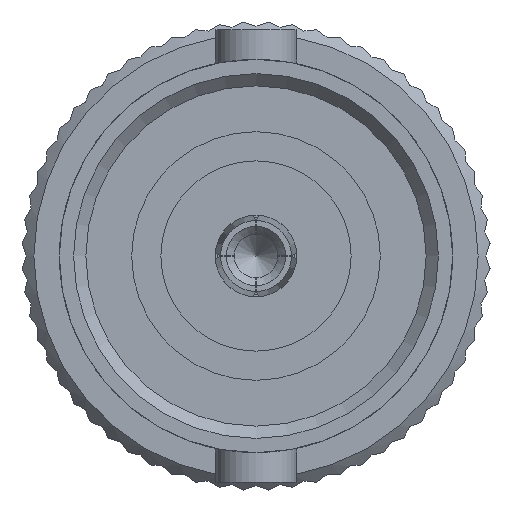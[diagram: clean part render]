
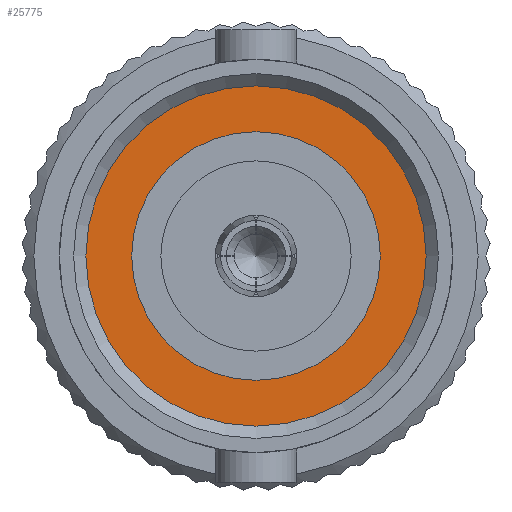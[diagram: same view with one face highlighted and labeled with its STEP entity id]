
A CAD part, left-side view. The second image highlights one B-rep face of the part: STEP entity #25775.
In plain terms, the highlighted planar face has unit normal (-1, 0, 0).
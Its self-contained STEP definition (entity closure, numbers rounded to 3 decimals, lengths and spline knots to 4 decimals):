
#3419=PLANE('',#27123);
#4002=ORIENTED_EDGE('',*,*,#9350,.T.);
#4003=ORIENTED_EDGE('',*,*,#9351,.F.);
#9350=EDGE_CURVE('',#12053,#12053,#13544,.T.);
#9351=EDGE_CURVE('',#12054,#12054,#13545,.T.);
#12053=VERTEX_POINT('',#30868);
#12054=VERTEX_POINT('',#30871);
#13544=CIRCLE('',#27122,4.175);
#13545=CIRCLE('',#27124,3.05);
#13976=EDGE_LOOP('',(#4002));
#13977=EDGE_LOOP('',(#4003));
#15299=FACE_BOUND('',#13976,.T.);
#15300=FACE_BOUND('',#13977,.T.);
#25775=ADVANCED_FACE('',(#15299,#15300),#3419,.T.);
#27122=AXIS2_PLACEMENT_3D('',#30867,#28324,#28325);
#27123=AXIS2_PLACEMENT_3D('',#30869,#28326,#28327);
#27124=AXIS2_PLACEMENT_3D('',#30870,#28328,#28329);
#28324=DIRECTION('',(-1.,0.,0.));
#28325=DIRECTION('',(0.,0.,1.));
#28326=DIRECTION('',(-1.,0.,0.));
#28327=DIRECTION('',(0.,0.,1.));
#28328=DIRECTION('',(-1.,0.,0.));
#28329=DIRECTION('',(0.,0.,1.));
#30867=CARTESIAN_POINT('',(0.,0.,0.));
#30868=CARTESIAN_POINT('',(0.,0.,4.175));
#30869=CARTESIAN_POINT('',(0.,0.,3.05));
#30870=CARTESIAN_POINT('',(0.,0.,0.));
#30871=CARTESIAN_POINT('',(0.,0.,3.05));
